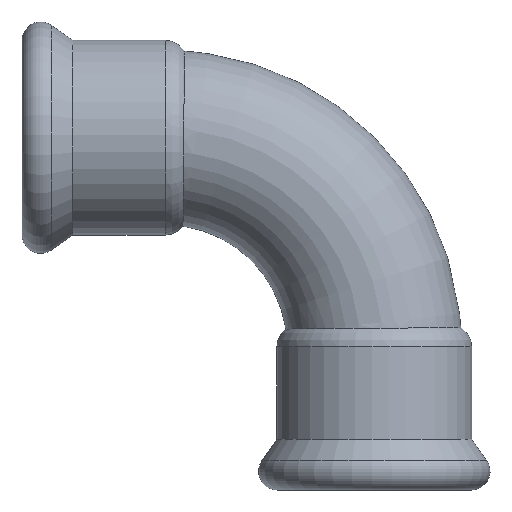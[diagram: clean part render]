
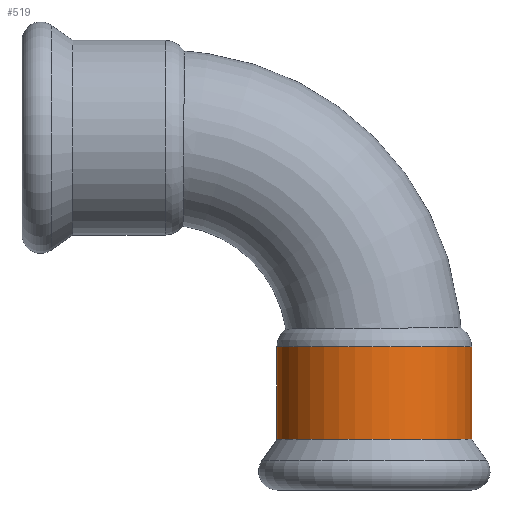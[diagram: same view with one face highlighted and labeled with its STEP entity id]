
A CAD part, front view. The second image highlights one B-rep face of the part: STEP entity #519.
In plain terms, the highlighted cylindrical face has radius 15.65 mm (diameter 31.3 mm), a full revolution.
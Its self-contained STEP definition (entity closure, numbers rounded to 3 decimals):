
#78=FACE_OUTER_BOUND('',#112,.T.);
#112=EDGE_LOOP('',(#326,#327,#328,#329));
#150=LINE('',#803,#160);
#160=VECTOR('',#652,15.65);
#170=CIRCLE('',#577,15.65);
#171=CIRCLE('',#578,15.65);
#204=VERTEX_POINT('',#800);
#205=VERTEX_POINT('',#802);
#250=EDGE_CURVE('',#204,#204,#170,.T.);
#251=EDGE_CURVE('',#204,#205,#150,.T.);
#252=EDGE_CURVE('',#205,#205,#171,.T.);
#326=ORIENTED_EDGE('',*,*,#250,.F.);
#327=ORIENTED_EDGE('',*,*,#251,.T.);
#328=ORIENTED_EDGE('',*,*,#252,.T.);
#329=ORIENTED_EDGE('',*,*,#251,.F.);
#478=CYLINDRICAL_SURFACE('',#576,15.65);
#519=ADVANCED_FACE('',(#78),#478,.T.);
#576=AXIS2_PLACEMENT_3D('',#799,#648,#649);
#577=AXIS2_PLACEMENT_3D('',#801,#650,#651);
#578=AXIS2_PLACEMENT_3D('',#804,#653,#654);
#648=DIRECTION('center_axis',(0.,0.,1.));
#649=DIRECTION('ref_axis',(0.479,-0.878,0.));
#650=DIRECTION('center_axis',(0.,0.,1.));
#651=DIRECTION('ref_axis',(-1.,0.,0.));
#652=DIRECTION('',(0.,0.,-1.));
#653=DIRECTION('center_axis',(0.,0.,1.));
#654=DIRECTION('ref_axis',(-1.,0.,0.));
#799=CARTESIAN_POINT('Origin',(0.,0.,-30.825));
#800=CARTESIAN_POINT('',(-7.503,13.734,-33.6));
#801=CARTESIAN_POINT('Origin',(0.,0.,-33.6));
#802=CARTESIAN_POINT('',(-7.503,13.734,-48.441));
#803=CARTESIAN_POINT('',(-7.503,13.734,-30.825));
#804=CARTESIAN_POINT('Origin',(0.,0.,-48.441));
